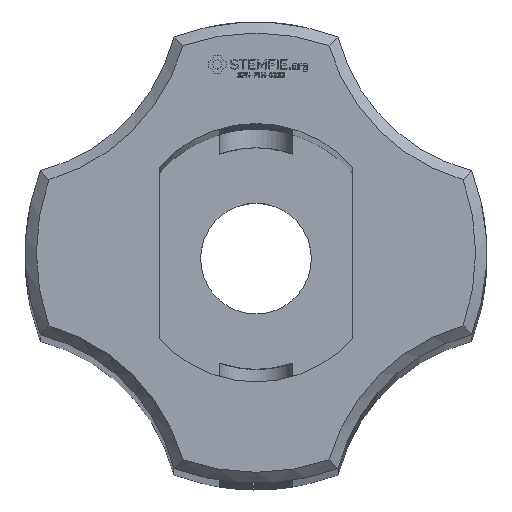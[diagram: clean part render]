
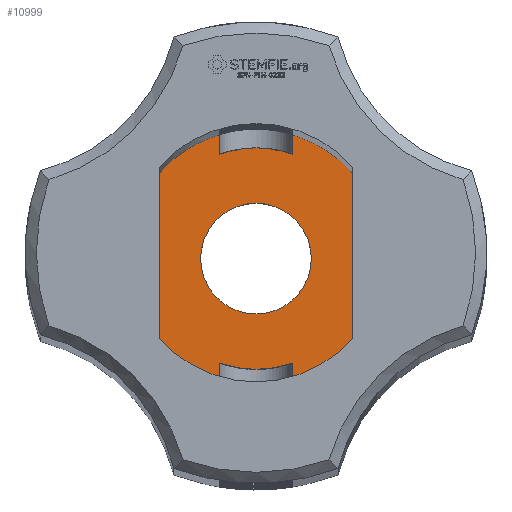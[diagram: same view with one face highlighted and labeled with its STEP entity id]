
A CAD part, top view. The second image highlights one B-rep face of the part: STEP entity #10999.
In plain terms, the highlighted planar face has unit normal (0, 0, 1).
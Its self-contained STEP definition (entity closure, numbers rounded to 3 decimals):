
#3171 = VERTEX_POINT('',#3172);
#3172 = CARTESIAN_POINT('',(2.829,0.998,11.));
#3195 = EDGE_CURVE('',#3196,#3171,#3198,.T.);
#3196 = VERTEX_POINT('',#3197);
#3197 = CARTESIAN_POINT('',(2.625,0.998,11.));
#3198 = LINE('',#3199,#3200);
#3199 = CARTESIAN_POINT('',(105.675,0.998,11.));
#3200 = VECTOR('',#3201,1.);
#3201 = DIRECTION('',(1.,0.,0.));
#3204 = VERTEX_POINT('',#3205);
#3205 = CARTESIAN_POINT('',(2.625,-0.998,11.));
#3212 = EDGE_CURVE('',#3204,#3213,#3215,.T.);
#3213 = VERTEX_POINT('',#3214);
#3214 = CARTESIAN_POINT('',(2.829,-0.998,11.));
#3215 = LINE('',#3216,#3217);
#3216 = CARTESIAN_POINT('',(105.675,-0.998,11.));
#3217 = VECTOR('',#3218,1.);
#3218 = DIRECTION('',(1.,0.,0.));
#10861 = EDGE_CURVE('',#10862,#3196,#10864,.T.);
#10862 = VERTEX_POINT('',#10863);
#10863 = CARTESIAN_POINT('',(2.625,2.315,11.));
#10864 = LINE('',#10865,#10866);
#10865 = CARTESIAN_POINT('',(2.625,2.315,11.));
#10866 = VECTOR('',#10867,1.);
#10867 = DIRECTION('',(0.,-1.,0.));
#10877 = VERTEX_POINT('',#10878);
#10878 = CARTESIAN_POINT('',(2.625,-2.315,11.));
#10884 = EDGE_CURVE('',#3204,#10877,#10885,.T.);
#10885 = LINE('',#10886,#10887);
#10886 = CARTESIAN_POINT('',(2.625,2.315,11.));
#10887 = VECTOR('',#10888,1.);
#10888 = DIRECTION('',(0.,-1.,0.));
#10986 = EDGE_CURVE('',#3171,#3213,#10987,.T.);
#10987 = CIRCLE('',#10988,3.);
#10988 = AXIS2_PLACEMENT_3D('',#10989,#10990,#10991);
#10989 = CARTESIAN_POINT('',(0.,0.,11.));
#10990 = DIRECTION('',(0.,0.,-1.));
#10991 = DIRECTION('',(0.,1.,0.));
#10999 = ADVANCED_FACE('',(#11000,#11141),#11152,.T.);
#11000 = FACE_BOUND('',#11001,.T.);
#11001 = EDGE_LOOP('',(#11002,#11003,#11004,#11005,#11006,#11015,#11023,
    #11032,#11041,#11049,#11058,#11066,#11074,#11083,#11091,#11099,
    #11108,#11116,#11125,#11133,#11140));
#11002 = ORIENTED_EDGE('',*,*,#3212,.T.);
#11003 = ORIENTED_EDGE('',*,*,#10986,.F.);
#11004 = ORIENTED_EDGE('',*,*,#3195,.F.);
#11005 = ORIENTED_EDGE('',*,*,#10861,.F.);
#11006 = ORIENTED_EDGE('',*,*,#11007,.T.);
#11007 = EDGE_CURVE('',#10862,#11008,#11010,.T.);
#11008 = VERTEX_POINT('',#11009);
#11009 = CARTESIAN_POINT('',(0.998,3.355,11.));
#11010 = CIRCLE('',#11011,3.5);
#11011 = AXIS2_PLACEMENT_3D('',#11012,#11013,#11014);
#11012 = CARTESIAN_POINT('',(0.,0.,11.)
  );
#11013 = DIRECTION('',(0.,0.,1.));
#11014 = DIRECTION('',(1.,0.,0.));
#11015 = ORIENTED_EDGE('',*,*,#11016,.T.);
#11016 = EDGE_CURVE('',#11008,#11017,#11019,.T.);
#11017 = VERTEX_POINT('',#11018);
#11018 = CARTESIAN_POINT('',(0.998,2.829,11.));
#11019 = LINE('',#11020,#11021);
#11020 = CARTESIAN_POINT('',(0.998,-105.675,11.));
#11021 = VECTOR('',#11022,1.);
#11022 = DIRECTION('',(0.,-1.,0.));
#11023 = ORIENTED_EDGE('',*,*,#11024,.F.);
#11024 = EDGE_CURVE('',#11025,#11017,#11027,.T.);
#11025 = VERTEX_POINT('',#11026);
#11026 = CARTESIAN_POINT('',(0.,3.,11.));
#11027 = CIRCLE('',#11028,3.);
#11028 = AXIS2_PLACEMENT_3D('',#11029,#11030,#11031);
#11029 = CARTESIAN_POINT('',(0.,0.,11.));
#11030 = DIRECTION('',(0.,0.,-1.));
#11031 = DIRECTION('',(0.,1.,0.));
#11032 = ORIENTED_EDGE('',*,*,#11033,.F.);
#11033 = EDGE_CURVE('',#11034,#11025,#11036,.T.);
#11034 = VERTEX_POINT('',#11035);
#11035 = CARTESIAN_POINT('',(-0.998,2.829,11.));
#11036 = CIRCLE('',#11037,3.);
#11037 = AXIS2_PLACEMENT_3D('',#11038,#11039,#11040);
#11038 = CARTESIAN_POINT('',(0.,0.,11.));
#11039 = DIRECTION('',(0.,0.,-1.));
#11040 = DIRECTION('',(0.,1.,0.));
#11041 = ORIENTED_EDGE('',*,*,#11042,.F.);
#11042 = EDGE_CURVE('',#11043,#11034,#11045,.T.);
#11043 = VERTEX_POINT('',#11044);
#11044 = CARTESIAN_POINT('',(-0.998,3.355,11.));
#11045 = LINE('',#11046,#11047);
#11046 = CARTESIAN_POINT('',(-0.998,-105.675,11.));
#11047 = VECTOR('',#11048,1.);
#11048 = DIRECTION('',(0.,-1.,0.));
#11049 = ORIENTED_EDGE('',*,*,#11050,.T.);
#11050 = EDGE_CURVE('',#11043,#11051,#11053,.T.);
#11051 = VERTEX_POINT('',#11052);
#11052 = CARTESIAN_POINT('',(-2.625,2.315,11.));
#11053 = CIRCLE('',#11054,3.5);
#11054 = AXIS2_PLACEMENT_3D('',#11055,#11056,#11057);
#11055 = CARTESIAN_POINT('',(0.,0.,11.)
  );
#11056 = DIRECTION('',(0.,0.,1.));
#11057 = DIRECTION('',(1.,0.,0.));
#11058 = ORIENTED_EDGE('',*,*,#11059,.T.);
#11059 = EDGE_CURVE('',#11051,#11060,#11062,.T.);
#11060 = VERTEX_POINT('',#11061);
#11061 = CARTESIAN_POINT('',(-2.625,0.998,11.));
#11062 = LINE('',#11063,#11064);
#11063 = CARTESIAN_POINT('',(-2.625,2.315,11.));
#11064 = VECTOR('',#11065,1.);
#11065 = DIRECTION('',(0.,-1.,0.));
#11066 = ORIENTED_EDGE('',*,*,#11067,.F.);
#11067 = EDGE_CURVE('',#11068,#11060,#11070,.T.);
#11068 = VERTEX_POINT('',#11069);
#11069 = CARTESIAN_POINT('',(-2.829,0.998,11.));
#11070 = LINE('',#11071,#11072);
#11071 = CARTESIAN_POINT('',(105.675,0.998,11.));
#11072 = VECTOR('',#11073,1.);
#11073 = DIRECTION('',(1.,0.,0.));
#11074 = ORIENTED_EDGE('',*,*,#11075,.F.);
#11075 = EDGE_CURVE('',#11076,#11068,#11078,.T.);
#11076 = VERTEX_POINT('',#11077);
#11077 = CARTESIAN_POINT('',(-2.829,-0.998,11.));
#11078 = CIRCLE('',#11079,3.);
#11079 = AXIS2_PLACEMENT_3D('',#11080,#11081,#11082);
#11080 = CARTESIAN_POINT('',(0.,0.,11.));
#11081 = DIRECTION('',(0.,0.,-1.));
#11082 = DIRECTION('',(0.,1.,0.));
#11083 = ORIENTED_EDGE('',*,*,#11084,.T.);
#11084 = EDGE_CURVE('',#11076,#11085,#11087,.T.);
#11085 = VERTEX_POINT('',#11086);
#11086 = CARTESIAN_POINT('',(-2.625,-0.998,11.));
#11087 = LINE('',#11088,#11089);
#11088 = CARTESIAN_POINT('',(105.675,-0.998,11.));
#11089 = VECTOR('',#11090,1.);
#11090 = DIRECTION('',(1.,0.,0.));
#11091 = ORIENTED_EDGE('',*,*,#11092,.T.);
#11092 = EDGE_CURVE('',#11085,#11093,#11095,.T.);
#11093 = VERTEX_POINT('',#11094);
#11094 = CARTESIAN_POINT('',(-2.625,-2.315,11.));
#11095 = LINE('',#11096,#11097);
#11096 = CARTESIAN_POINT('',(-2.625,2.315,11.));
#11097 = VECTOR('',#11098,1.);
#11098 = DIRECTION('',(0.,-1.,0.));
#11099 = ORIENTED_EDGE('',*,*,#11100,.T.);
#11100 = EDGE_CURVE('',#11093,#11101,#11103,.T.);
#11101 = VERTEX_POINT('',#11102);
#11102 = CARTESIAN_POINT('',(-0.998,-3.355,11.));
#11103 = CIRCLE('',#11104,3.5);
#11104 = AXIS2_PLACEMENT_3D('',#11105,#11106,#11107);
#11105 = CARTESIAN_POINT('',(0.,0.,11.)
  );
#11106 = DIRECTION('',(0.,0.,1.));
#11107 = DIRECTION('',(1.,0.,0.));
#11108 = ORIENTED_EDGE('',*,*,#11109,.F.);
#11109 = EDGE_CURVE('',#11110,#11101,#11112,.T.);
#11110 = VERTEX_POINT('',#11111);
#11111 = CARTESIAN_POINT('',(-0.998,-2.829,11.));
#11112 = LINE('',#11113,#11114);
#11113 = CARTESIAN_POINT('',(-0.998,-105.675,11.));
#11114 = VECTOR('',#11115,1.);
#11115 = DIRECTION('',(0.,-1.,0.));
#11116 = ORIENTED_EDGE('',*,*,#11117,.F.);
#11117 = EDGE_CURVE('',#11118,#11110,#11120,.T.);
#11118 = VERTEX_POINT('',#11119);
#11119 = CARTESIAN_POINT('',(0.998,-2.829,11.));
#11120 = CIRCLE('',#11121,3.);
#11121 = AXIS2_PLACEMENT_3D('',#11122,#11123,#11124);
#11122 = CARTESIAN_POINT('',(0.,0.,11.));
#11123 = DIRECTION('',(0.,0.,-1.));
#11124 = DIRECTION('',(0.,1.,0.));
#11125 = ORIENTED_EDGE('',*,*,#11126,.T.);
#11126 = EDGE_CURVE('',#11118,#11127,#11129,.T.);
#11127 = VERTEX_POINT('',#11128);
#11128 = CARTESIAN_POINT('',(0.998,-3.355,11.));
#11129 = LINE('',#11130,#11131);
#11130 = CARTESIAN_POINT('',(0.998,-105.675,11.));
#11131 = VECTOR('',#11132,1.);
#11132 = DIRECTION('',(0.,-1.,0.));
#11133 = ORIENTED_EDGE('',*,*,#11134,.T.);
#11134 = EDGE_CURVE('',#11127,#10877,#11135,.T.);
#11135 = CIRCLE('',#11136,3.5);
#11136 = AXIS2_PLACEMENT_3D('',#11137,#11138,#11139);
#11137 = CARTESIAN_POINT('',(0.,0.,11.)
  );
#11138 = DIRECTION('',(0.,0.,1.));
#11139 = DIRECTION('',(1.,0.,0.));
#11140 = ORIENTED_EDGE('',*,*,#10884,.F.);
#11141 = FACE_BOUND('',#11142,.T.);
#11142 = EDGE_LOOP('',(#11143));
#11143 = ORIENTED_EDGE('',*,*,#11144,.T.);
#11144 = EDGE_CURVE('',#11145,#11145,#11147,.T.);
#11145 = VERTEX_POINT('',#11146);
#11146 = CARTESIAN_POINT('',(0.,1.5,11.));
#11147 = CIRCLE('',#11148,1.5);
#11148 = AXIS2_PLACEMENT_3D('',#11149,#11150,#11151);
#11149 = CARTESIAN_POINT('',(0.,0.,11.));
#11150 = DIRECTION('',(0.,0.,-1.));
#11151 = DIRECTION('',(0.,1.,0.));
#11152 = PLANE('',#11153);
#11153 = AXIS2_PLACEMENT_3D('',#11154,#11155,#11156);
#11154 = CARTESIAN_POINT('',(0.,0.001,11.)
  );
#11155 = DIRECTION('',(0.,0.,1.));
#11156 = DIRECTION('',(0.,1.,0.));
